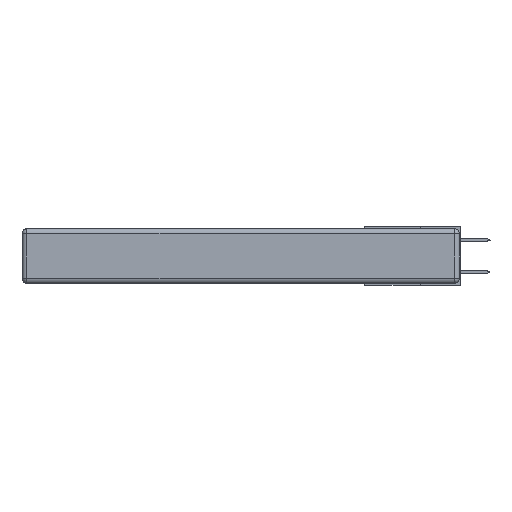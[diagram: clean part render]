
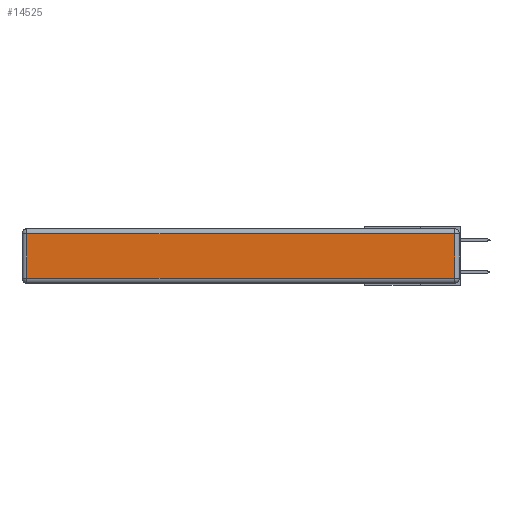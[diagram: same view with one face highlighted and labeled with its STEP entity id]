
A CAD part, left-side view. The second image highlights one B-rep face of the part: STEP entity #14525.
In plain terms, the highlighted planar face has unit normal (-1, 0, 0).
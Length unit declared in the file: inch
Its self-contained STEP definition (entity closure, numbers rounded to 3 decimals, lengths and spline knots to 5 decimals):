
#302 = DIRECTION ( 'NONE',  ( 0., 0., -1. ) ) ;
#624 = ORIENTED_EDGE ( 'NONE', *, *, #13015, .T. ) ;
#1024 = CARTESIAN_POINT ( 'NONE',  ( 0., 2.75, -0.03 ) ) ;
#2016 = DIRECTION ( 'NONE',  ( 0., 0., 1. ) ) ;
#3859 = CARTESIAN_POINT ( 'NONE',  ( 0., 0.03, -0.03 ) ) ;
#4522 = EDGE_CURVE ( 'NONE', #30663, #28767, #24142, .T. ) ;
#5236 = VERTEX_POINT ( 'NONE', #28133 ) ;
#6997 = ORIENTED_EDGE ( 'NONE', *, *, #29659, .T. ) ;
#8909 = ORIENTED_EDGE ( 'NONE', *, *, #12287, .T. ) ;
#9653 = VERTEX_POINT ( 'NONE', #15700 ) ;
#9842 = PLANE ( 'NONE',  #29398 ) ;
#12054 = LINE ( 'NONE', #16123, #19916 ) ;
#12287 = EDGE_CURVE ( 'NONE', #5236, #30663, #18735, .T. ) ;
#12511 = CARTESIAN_POINT ( 'NONE',  ( 0., 0., -0.343 ) ) ;
#13015 = EDGE_CURVE ( 'NONE', #9653, #5236, #12054, .T. ) ;
#14525 = ADVANCED_FACE ( 'NONE', ( #21917 ), #9842, .T. ) ;
#15260 = DIRECTION ( 'NONE',  ( 0., 0., 1. ) ) ;
#15700 = CARTESIAN_POINT ( 'NONE',  ( 0., 2.72, -0.03 ) ) ;
#16123 = CARTESIAN_POINT ( 'NONE',  ( 0., 2.72, -0.343 ) ) ;
#17084 = DIRECTION ( 'NONE',  ( 0., 1., 0. ) ) ;
#17129 = VECTOR ( 'NONE', #2016, 39.37008 ) ;
#17154 = LINE ( 'NONE', #1024, #19647 ) ;
#17817 = DIRECTION ( 'NONE',  ( -1., 0., 0. ) ) ;
#17829 = DIRECTION ( 'NONE',  ( 0., -1., 0. ) ) ;
#18735 = LINE ( 'NONE', #33512, #33144 ) ;
#19647 = VECTOR ( 'NONE', #17084, 39.37008 ) ;
#19916 = VECTOR ( 'NONE', #302, 39.37008 ) ;
#20017 = ORIENTED_EDGE ( 'NONE', *, *, #4522, .T. ) ;
#20683 = CARTESIAN_POINT ( 'NONE',  ( 0., 0.03, -0.313 ) ) ;
#21917 = FACE_OUTER_BOUND ( 'NONE', #31081, .T. ) ;
#24142 = LINE ( 'NONE', #26053, #17129 ) ;
#26053 = CARTESIAN_POINT ( 'NONE',  ( 0., 0.03, -0.343 ) ) ;
#28133 = CARTESIAN_POINT ( 'NONE',  ( 0., 2.72, -0.313 ) ) ;
#28767 = VERTEX_POINT ( 'NONE', #3859 ) ;
#29398 = AXIS2_PLACEMENT_3D ( 'NONE', #12511, #17817, #15260 ) ;
#29659 = EDGE_CURVE ( 'NONE', #28767, #9653, #17154, .T. ) ;
#30663 = VERTEX_POINT ( 'NONE', #20683 ) ;
#31081 = EDGE_LOOP ( 'NONE', ( #8909, #20017, #6997, #624 ) ) ;
#33144 = VECTOR ( 'NONE', #17829, 39.37008 ) ;
#33512 = CARTESIAN_POINT ( 'NONE',  ( 0., 0., -0.313 ) ) ;
